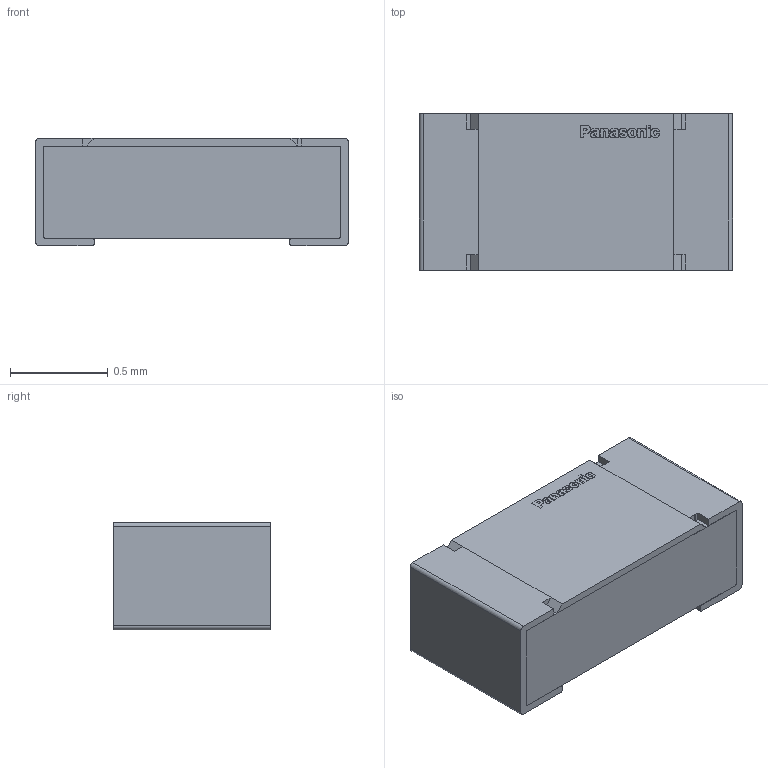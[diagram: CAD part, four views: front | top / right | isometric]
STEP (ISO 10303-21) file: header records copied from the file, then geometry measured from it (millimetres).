
FILE_DESCRIPTION(/* description */ (''),/* implementation_level */ '2;1');
FILE_NAME(/* name */ '1.stp',/* time_stamp */ '2020-02-05T06:25:51+02:00',/* author */ ('k'),/* organization */ (''),/* preprocessor_version */ 'ST-DEVELOPER v15.6',/* originating_system */ 'Autodesk Inventor 2015',/* authorisation */ '');
FILE_SCHEMA (('AUTOMOTIVE_DESIGN { 1 0 10303 214 3 1 1 }'));
Length unit declared in the file: millimetre
Products named in the file (5): 1; 2; 3; Panasonic Logo
Bounding box: 1.6 x 0.8 x 0.55 mm (x, y, z)
Volume: 0.7 mm3; surface area: 10.3 mm2
Topology: 14 solids, 14 shells, 252 faces, 672 edges, 448 vertices
Faces by surface type: bspline 123, plane 113, cylinder 16
Entity records: 8580 total; most frequent: CARTESIAN_POINT 2980, ORIENTED_EDGE 1344, DIRECTION 734, EDGE_CURVE 672, VERTEX_POINT 448, LINE 394, VECTOR 394, EDGE_LOOP 260
